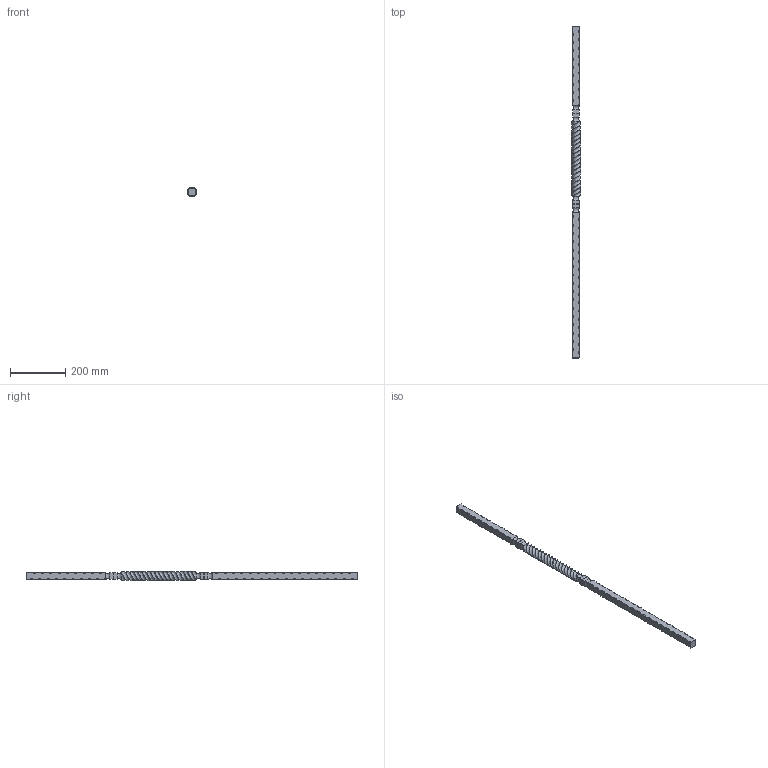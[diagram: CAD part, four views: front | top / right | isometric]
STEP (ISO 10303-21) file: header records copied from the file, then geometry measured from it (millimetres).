
FILE_DESCRIPTION (( 'STEP AP203' ), '1' );
FILE_NAME ('1008.STEP', '2023-05-11T10:48:14', ( '' ), ( '' ), 'SwSTEP 2.0', 'SolidWorks 2018', '' );
FILE_SCHEMA (( 'CONFIG_CONTROL_DESIGN' ));
Length unit declared in the file: millimetre
Products named in the file (1): 1008
Bounding box: 35.35 x 1200 x 35.35 mm (x, y, z)
Volume: 729729.6 mm3; surface area: 125885.1 mm2
Topology: 1 solids, 1 shells, 375 faces, 1235 edges, 670 vertices
Faces by surface type: plane 140, bspline 123, torus 112
Entity records: 17972 total; most frequent: CARTESIAN_POINT 9040, ORIENTED_EDGE 2038, DIRECTION 1519, EDGE_CURVE 1019, VERTEX_POINT 670, LINE 557, VECTOR 557, AXIS2_PLACEMENT_3D 481
